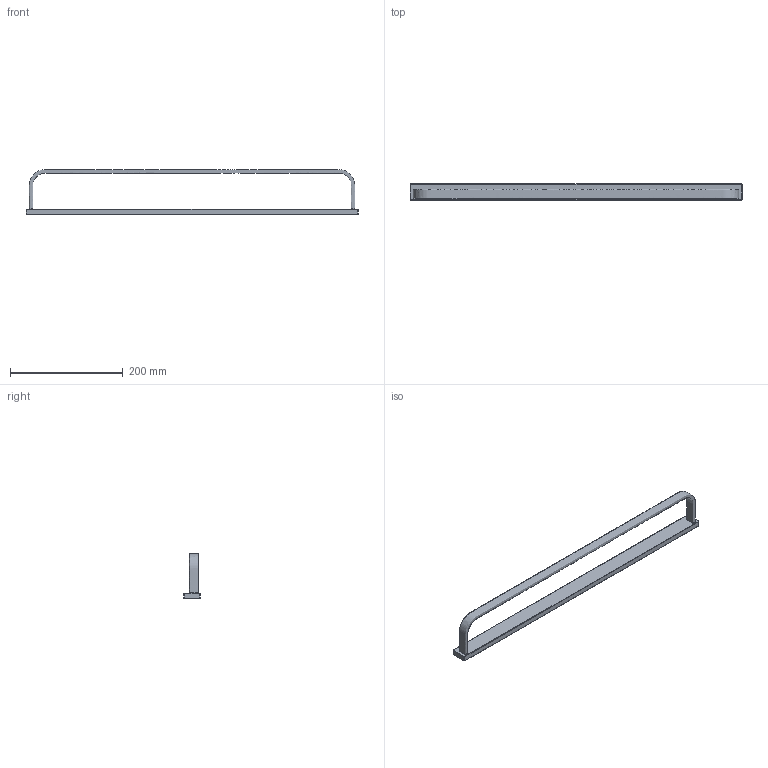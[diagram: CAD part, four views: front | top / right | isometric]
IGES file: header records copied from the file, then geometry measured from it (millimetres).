
Global section: file name: 3d233edd-54ea-4b08-88bb-c892c4bcccd5.zip; native system: unknown; preprocessor: unknown; author: unknown; organization: unknown; date: 20200108.080728; units: millimetre
Bounding box: 590 x 29 x 79.5 mm (x, y, z)
Volume: 235923.5 mm3; surface area: 74938 mm2
Topology: 2 solids, 2 shells, 45 faces, 105 edges, 64 vertices
Faces by surface type: bspline 45
